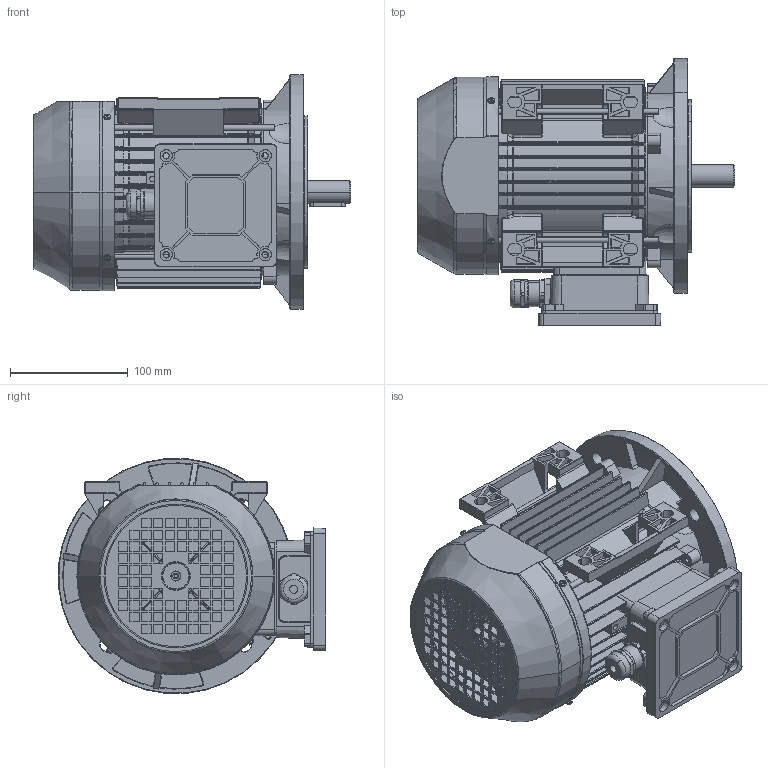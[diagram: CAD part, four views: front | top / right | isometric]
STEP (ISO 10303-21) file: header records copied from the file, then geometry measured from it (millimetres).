
FILE_DESCRIPTION (( 'STEP AP214' ), '1' );
FILE_NAME ('FCAP80-B3 B5-IC411-2-4-6-8 POLI-TB RIGHT.STEP', '2024-09-19T06:56:10', ( '' ), ( '' ), 'SwSTEP 2.0', 'SolidWorks 2024', '' );
FILE_SCHEMA (( 'AUTOMOTIVE_DESIGN' ));
Length unit declared in the file: millimetre
Products named in the file (14): Scatola morsetti 71- 80_STANDARD DEFINITIVO-1 FORO CENTRALE; FCAP80-B3 B5-IC411-2-4-6-8 POLI-TB RIGHT; Tirante M5 L.147; PRESSACAVO M20; Scudo C80 posteriore; pan head cross recess screw_iso_ISO 7045 - M3 x 16 - Z --- 16C; Guarnizione scatola-coperchio 71- 80; Flangia FC80; Albero C-FC80_Pacco H = 70; Copriventola tipo 80; Coperchio scatola morsetti 71-80; Carcassa 80-B3-lat; 6x6x30; Guarnizione scatola-motore71- 80
Assembly tree (19 placements, depth 2):
  FCAP80-B3 B5-IC411-2-4-6-8 POLI-TB RIGHT
    Albero C-FC80_Pacco H = 70
    Scudo C80 posteriore
    Tirante M5 L.147  x4
    Copriventola tipo 80
    6x6x30
    pan head cross recess screw_iso_ISO 7045 - M3 x 16 - Z --- 16C  x4
    Flangia FC80
    Carcassa 80-B3-lat
    Scatola morsetti 71- 80_STANDARD DEFINITIVO-1 FORO CENTRALE
    Guarnizione scatola-motore71- 80
    Coperchio scatola morsetti 71-80
    PRESSACAVO M20
    Guarnizione scatola-coperchio 71- 80
Bounding box: 269.78 x 226.62 x 199.24 mm (x, y, z)
Volume: 1134248.7 mm3; surface area: 651489.5 mm2
Topology: 19 solids, 20 shells, 4078 faces, 10585 edges, 6512 vertices
Faces by surface type: plane 1380, cylinder 1055, bspline 537, cone 535, torus 484, sphere 87
Entity records: 137882 total; most frequent: CARTESIAN_POINT 46702, ORIENTED_EDGE 20186, DIRECTION 17649, EDGE_CURVE 10093, AXIS2_PLACEMENT_3D 6756, VERTEX_POINT 6258, EDGE_LOOP 4243, VECTOR 4137
